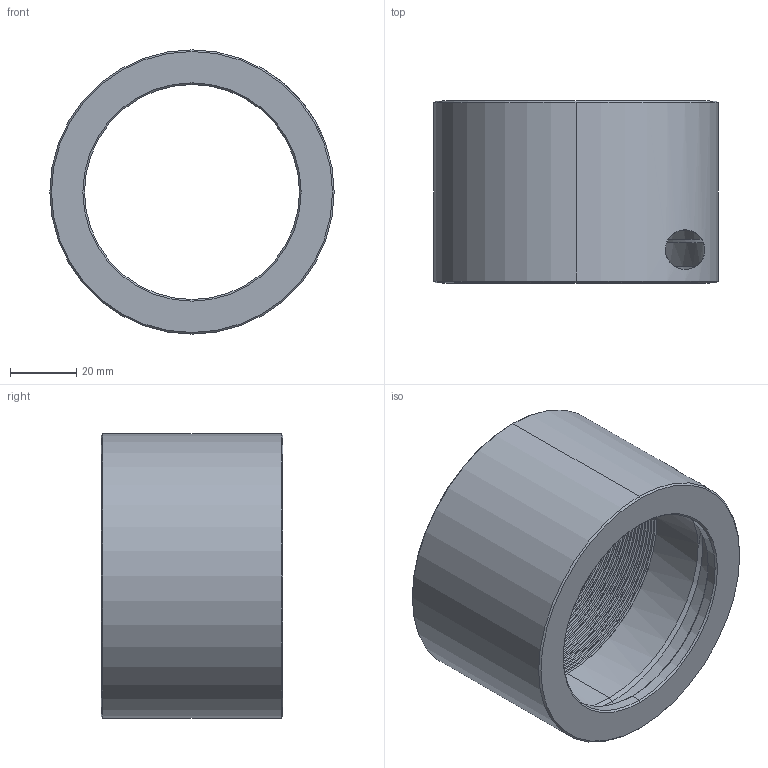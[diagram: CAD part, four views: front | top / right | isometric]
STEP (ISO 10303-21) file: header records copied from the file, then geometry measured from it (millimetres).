
FILE_DESCRIPTION (( 'STEP AP214' ), '1' );
FILE_NAME ('Bague.STEP', '2024-07-31T15:17:47', ( '' ), ( '' ), 'SwSTEP 2.0', 'SolidWorks 2020', '' );
FILE_SCHEMA (( 'AUTOMOTIVE_DESIGN' ));
Length unit declared in the file: millimetre
Products named in the file (1): Bague
Bounding box: 86 x 55 x 86 mm (x, y, z)
Volume: 70755.3 mm3; surface area: 35545.4 mm2
Topology: 1 solids, 1 shells, 74 faces, 200 edges, 128 vertices
Faces by surface type: cylinder 49, cone 17, plane 5, bspline 3
Entity records: 5635 total; most frequent: CARTESIAN_POINT 3973, ORIENTED_EDGE 400, DIRECTION 280, EDGE_CURVE 200, VERTEX_POINT 128, AXIS2_PLACEMENT_3D 106, EDGE_LOOP 78, ADVANCED_FACE 74
